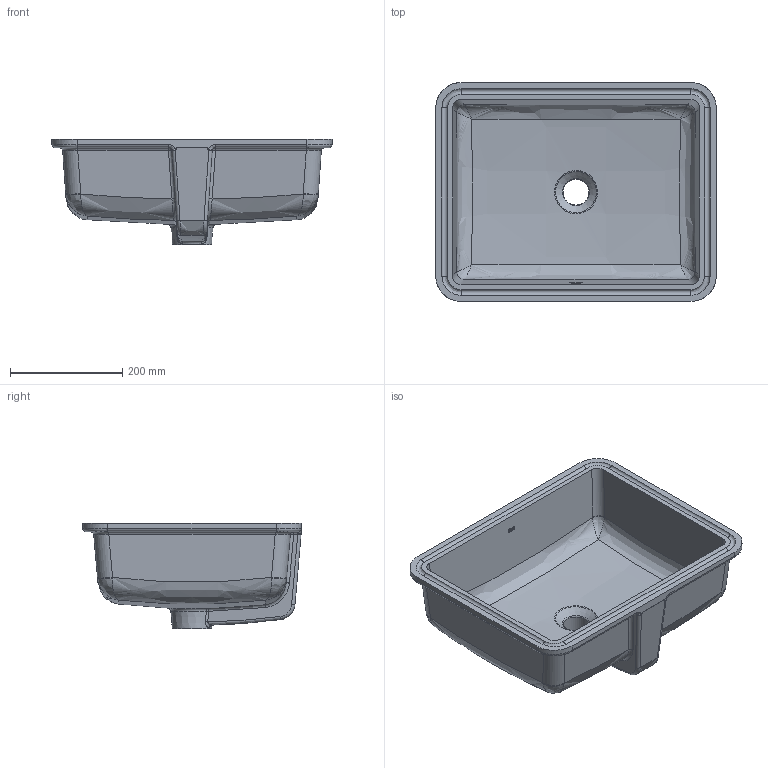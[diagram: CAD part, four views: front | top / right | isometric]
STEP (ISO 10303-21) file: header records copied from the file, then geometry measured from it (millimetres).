
FILE_DESCRIPTION(/* description */ (''),/* implementation_level */ '2;1');
FILE_NAME(/* name */ 'A32072H____b.stp',/* time_stamp */ '2024-12-20T08:56:45+08:00',/* author */ (''),/* organization */ (''),/* preprocessor_version */ 'ST-DEVELOPER v16.7',/* originating_system */ 'SIEMENS PLM Software NX 1946',/* authorisation */ '');
FILE_SCHEMA (('AUTOMOTIVE_DESIGN { 1 0 10303 214 3 1 1 1 }'));
Length unit declared in the file: millimetre
Products named in the file (1): A32072H____b
Bounding box: 500 x 390 x 188 mm (x, y, z)
Volume: 4575268.4 mm3; surface area: 779929.1 mm2
Topology: 1 solids, 1 shells, 221 faces, 556 edges, 342 vertices
Faces by surface type: cylinder 88, bspline 68, plane 55, cone 4, sphere 4, torus 2
Full cylindrical faces by diameter (mm): 20 x1, 46 x1
Entity records: 9579 total; most frequent: CARTESIAN_POINT 4668, ORIENTED_EDGE 1078, DIRECTION 914, EDGE_CURVE 539, AXIS2_PLACEMENT_3D 356, VERTEX_POINT 341, EDGE_LOOP 244, ADVANCED_FACE 221
